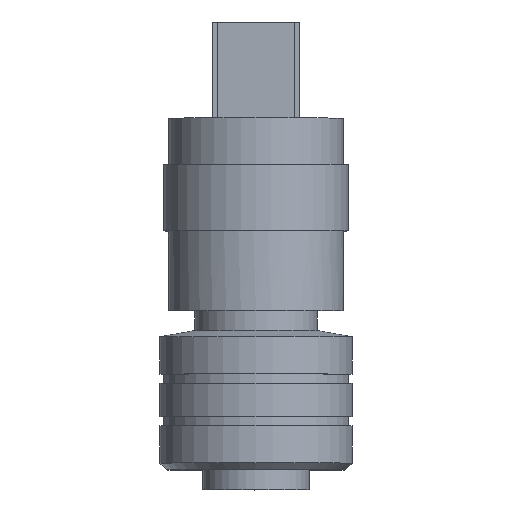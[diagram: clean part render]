
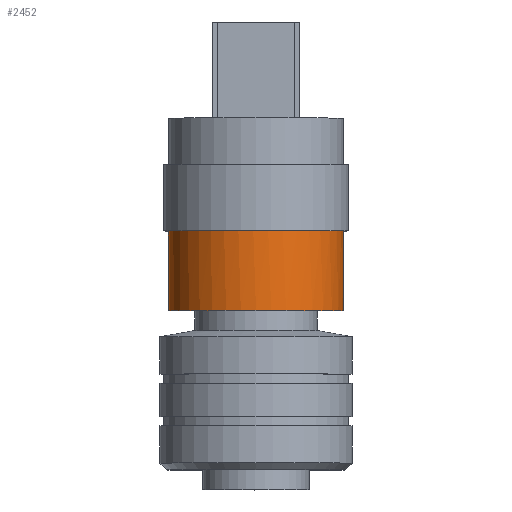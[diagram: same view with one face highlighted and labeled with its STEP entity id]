
A CAD part, top view. The second image highlights one B-rep face of the part: STEP entity #2452.
In plain terms, the highlighted cylindrical face has radius 6.6 mm (diameter 13.2 mm), a full revolution.
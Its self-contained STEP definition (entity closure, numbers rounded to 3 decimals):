
#105=LINE('',#3397,#199);
#108=LINE('',#3403,#202);
#199=VECTOR('',#2838,1000.);
#202=VECTOR('',#2843,1000.);
#363=ORIENTED_EDGE('',*,*,#710,.F.);
#364=ORIENTED_EDGE('',*,*,#737,.T.);
#365=ORIENTED_EDGE('',*,*,#711,.T.);
#366=ORIENTED_EDGE('',*,*,#728,.T.);
#367=ORIENTED_EDGE('',*,*,#714,.T.);
#710=EDGE_CURVE('',#912,#912,#1059,.T.);
#711=EDGE_CURVE('',#913,#914,#105,.F.);
#714=EDGE_CURVE('',#915,#916,#108,.T.);
#728=EDGE_CURVE('',#914,#915,#1062,.F.);
#737=EDGE_CURVE('',#916,#913,#1065,.F.);
#912=VERTEX_POINT('',#3395);
#913=VERTEX_POINT('',#3398);
#914=VERTEX_POINT('',#3399);
#915=VERTEX_POINT('',#3404);
#916=VERTEX_POINT('',#3405);
#1059=CIRCLE('',#2575,6.6);
#1062=CIRCLE('',#2584,6.6);
#1065=CIRCLE('',#2592,6.6);
#1182=EDGE_LOOP('',(#363));
#1183=EDGE_LOOP('',(#364,#365,#366,#367));
#1372=FACE_BOUND('',#1182,.T.);
#1373=FACE_BOUND('',#1183,.T.);
#1544=CYLINDRICAL_SURFACE('',#2596,6.6);
#2452=ADVANCED_FACE('',(#1372,#1373),#1544,.T.);
#2575=AXIS2_PLACEMENT_3D('',#3394,#2834,#2835);
#2584=AXIS2_PLACEMENT_3D('',#3431,#2867,#2868);
#2592=AXIS2_PLACEMENT_3D('',#3447,#2889,#2890);
#2596=AXIS2_PLACEMENT_3D('',#3451,#2897,#2898);
#2834=DIRECTION('',(0.,-1.,0.));
#2835=DIRECTION('',(0.,0.,-1.));
#2838=DIRECTION('',(0.,-1.,0.));
#2843=DIRECTION('',(0.,-1.,0.));
#2867=DIRECTION('',(0.,1.,0.));
#2868=DIRECTION('',(0.,0.,1.));
#2889=DIRECTION('',(0.,1.,0.));
#2890=DIRECTION('',(0.,0.,1.));
#2897=DIRECTION('',(0.,-1.,0.));
#2898=DIRECTION('',(0.,0.,-1.));
#3394=CARTESIAN_POINT('',(0.,-8.5,0.));
#3395=CARTESIAN_POINT('',(0.,-8.5,-6.6));
#3397=CARTESIAN_POINT('',(0.718,-8.5,6.561));
#3398=CARTESIAN_POINT('',(0.718,-6.,6.561));
#3399=CARTESIAN_POINT('',(0.718,-2.5,6.561));
#3403=CARTESIAN_POINT('',(0.718,-8.5,-6.561));
#3404=CARTESIAN_POINT('',(0.718,-2.5,-6.561));
#3405=CARTESIAN_POINT('',(0.718,-6.,-6.561));
#3431=CARTESIAN_POINT('',(0.,-2.5,0.));
#3447=CARTESIAN_POINT('',(0.,-6.,0.));
#3451=CARTESIAN_POINT('',(0.,-8.5,0.));
